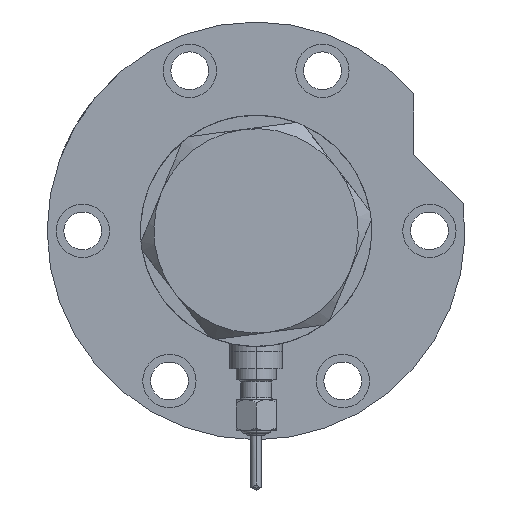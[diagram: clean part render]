
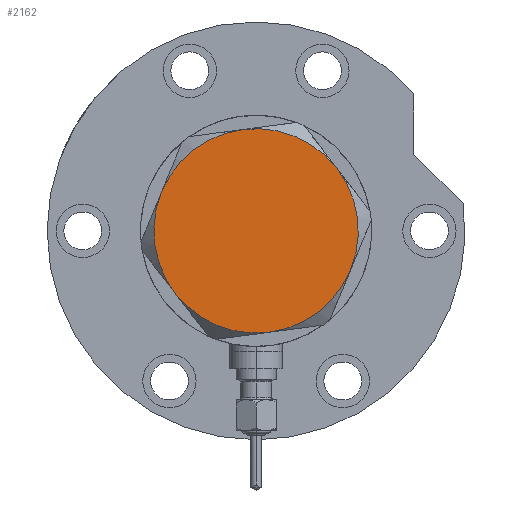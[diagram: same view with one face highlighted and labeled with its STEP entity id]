
A CAD part, left-side view. The second image highlights one B-rep face of the part: STEP entity #2162.
In plain terms, the highlighted face is planar.
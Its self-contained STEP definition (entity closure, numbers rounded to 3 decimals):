
#255 = CIRCLE ( 'NONE', #4752, 23. ) ;
#278 = CARTESIAN_POINT ( 'NONE',  ( 0., 0., 9. ) ) ;
#701 = CIRCLE ( 'NONE', #8033, 23. ) ;
#1262 = DIRECTION ( 'NONE',  ( 1., 0., 0. ) ) ;
#1435 = DIRECTION ( 'NONE',  ( 0., 0., 1. ) ) ;
#2157 = ORIENTED_EDGE ( 'NONE', *, *, #3777, .T. ) ;
#2162 = ADVANCED_FACE ( 'NONE', ( #5448 ), #7612, .T. ) ;
#2463 = VERTEX_POINT ( 'NONE', #5168 ) ;
#2475 = AXIS2_PLACEMENT_3D ( 'NONE', #4691, #2559, #5251 ) ;
#2508 = CARTESIAN_POINT ( 'NONE',  ( 11.5, -19.919, 9. ) ) ;
#2559 = DIRECTION ( 'NONE',  ( 0., 0., 1. ) ) ;
#2640 = ORIENTED_EDGE ( 'NONE', *, *, #7915, .T. ) ;
#2877 = CARTESIAN_POINT ( 'NONE',  ( 0., 0., 9. ) ) ;
#2889 = VERTEX_POINT ( 'NONE', #7860 ) ;
#3034 = CARTESIAN_POINT ( 'NONE',  ( 0., 0., 9. ) ) ;
#3134 = VERTEX_POINT ( 'NONE', #4987 ) ;
#3281 = DIRECTION ( 'NONE',  ( 0., 0., 1. ) ) ;
#3293 = EDGE_CURVE ( 'NONE', #5013, #7333, #5865, .T. ) ;
#3577 = VERTEX_POINT ( 'NONE', #5492 ) ;
#3590 = CARTESIAN_POINT ( 'NONE',  ( 0., 0., 9. ) ) ;
#3777 = EDGE_CURVE ( 'NONE', #7333, #2889, #6784, .T. ) ;
#4573 = ORIENTED_EDGE ( 'NONE', *, *, #8554, .T. ) ;
#4626 = DIRECTION ( 'NONE',  ( 0., 0., 1. ) ) ;
#4691 = CARTESIAN_POINT ( 'NONE',  ( 0., 0., 9. ) ) ;
#4752 = AXIS2_PLACEMENT_3D ( 'NONE', #278, #4801, #1262 ) ;
#4778 = ORIENTED_EDGE ( 'NONE', *, *, #7801, .T. ) ;
#4801 = DIRECTION ( 'NONE',  ( 0., 0., 1. ) ) ;
#4836 = CARTESIAN_POINT ( 'NONE',  ( 23., 0., 9. ) ) ;
#4890 = CIRCLE ( 'NONE', #5772, 23. ) ;
#4977 = AXIS2_PLACEMENT_3D ( 'NONE', #8652, #5090, #7951 ) ;
#4987 = CARTESIAN_POINT ( 'NONE',  ( -23., 0., 9. ) ) ;
#5013 = VERTEX_POINT ( 'NONE', #2508 ) ;
#5090 = DIRECTION ( 'NONE',  ( 0., 0., 1. ) ) ;
#5168 = CARTESIAN_POINT ( 'NONE',  ( -11.5, -19.919, 9. ) ) ;
#5251 = DIRECTION ( 'NONE',  ( 1., 0., 0. ) ) ;
#5448 = FACE_OUTER_BOUND ( 'NONE', #6820, .T. ) ;
#5492 = CARTESIAN_POINT ( 'NONE',  ( -11.5, 19.919, 9. ) ) ;
#5772 = AXIS2_PLACEMENT_3D ( 'NONE', #2877, #1435, #7049 ) ;
#5857 = ORIENTED_EDGE ( 'NONE', *, *, #3293, .T. ) ;
#5865 = CIRCLE ( 'NONE', #4977, 23. ) ;
#6780 = EDGE_CURVE ( 'NONE', #3134, #2463, #4890, .T. ) ;
#6784 = CIRCLE ( 'NONE', #2475, 23. ) ;
#6820 = EDGE_LOOP ( 'NONE', ( #5857, #2157, #2640, #4778, #8668, #4573 ) ) ;
#7049 = DIRECTION ( 'NONE',  ( 1., 0., 0. ) ) ;
#7333 = VERTEX_POINT ( 'NONE', #4836 ) ;
#7596 = DIRECTION ( 'NONE',  ( 1., 0., 0. ) ) ;
#7612 = PLANE ( 'NONE',  #7809 ) ;
#7640 = CARTESIAN_POINT ( 'NONE',  ( 0., 0., 9. ) ) ;
#7801 = EDGE_CURVE ( 'NONE', #3577, #3134, #701, .T. ) ;
#7809 = AXIS2_PLACEMENT_3D ( 'NONE', #3590, #3281, #8997 ) ;
#7860 = CARTESIAN_POINT ( 'NONE',  ( 11.5, 19.919, 9. ) ) ;
#7915 = EDGE_CURVE ( 'NONE', #2889, #3577, #255, .T. ) ;
#7951 = DIRECTION ( 'NONE',  ( 1., 0., 0. ) ) ;
#8033 = AXIS2_PLACEMENT_3D ( 'NONE', #3034, #4626, #8103 ) ;
#8103 = DIRECTION ( 'NONE',  ( 1., 0., 0. ) ) ;
#8198 = AXIS2_PLACEMENT_3D ( 'NONE', #7640, #8920, #7596 ) ;
#8554 = EDGE_CURVE ( 'NONE', #2463, #5013, #8783, .T. ) ;
#8652 = CARTESIAN_POINT ( 'NONE',  ( 0., 0., 9. ) ) ;
#8668 = ORIENTED_EDGE ( 'NONE', *, *, #6780, .T. ) ;
#8783 = CIRCLE ( 'NONE', #8198, 23. ) ;
#8920 = DIRECTION ( 'NONE',  ( 0., 0., 1. ) ) ;
#8997 = DIRECTION ( 'NONE',  ( 1., 0., 0. ) ) ;
